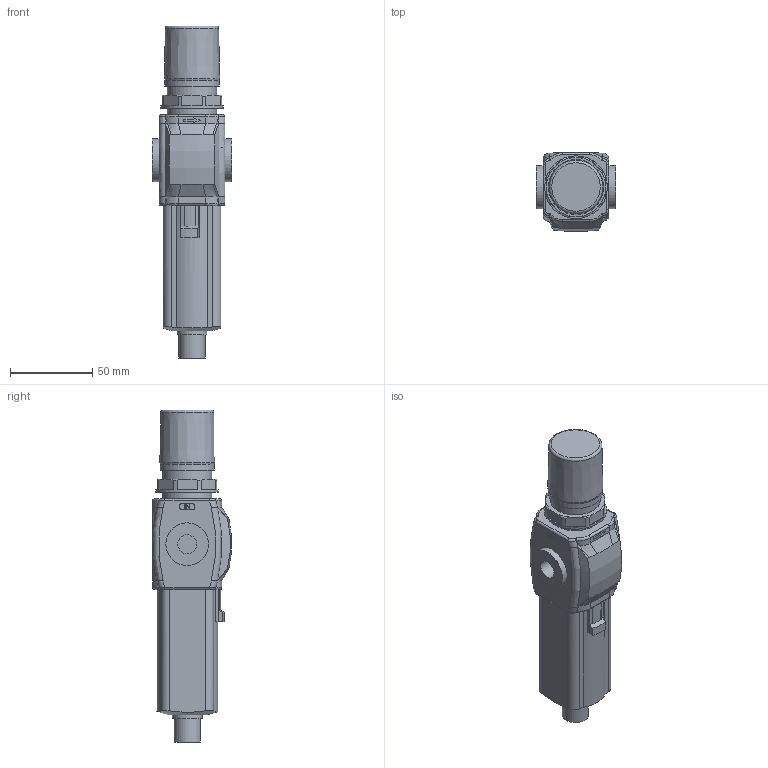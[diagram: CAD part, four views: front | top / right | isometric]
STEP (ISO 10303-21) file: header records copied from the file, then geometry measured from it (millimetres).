
FILE_DESCRIPTION((''),'2;1');
FILE_NAME('#171BEM##.iam.step','2010-08-23T14:21:50',(''),(''),'Autodesk Inventor 2010','Autodesk Inventor 2010','');
FILE_SCHEMA(('AUTOMOTIVE_DESIGN { 1 0 10303 214 1 1 1 1 }'));
Length unit declared in the file: millimetre
Products named in the file (3): #171BEM##; 1701-012G
Assembly tree (2 placements, depth 2):
  #171BEM##
    #171BEM##
    1701-012G
Bounding box: 48 x 47.82 x 201.6 mm (x, y, z)
Volume: 233407.3 mm3; surface area: 36075.8 mm2
Topology: 2 solids, 3 shells, 348 faces, 830 edges, 527 vertices
Faces by surface type: plane 151, cylinder 88, bspline 76, torus 21, cone 12
Full cylindrical faces by diameter (mm): 4 x1, 11.445 x1, 11.5 x1, 16 x1, 18 x1, 26 x1, 28.5 x1, 30 x1, 31 x1, 33 x1, 38 x1
Entity records: 11139 total; most frequent: CARTESIAN_POINT 3298, ORIENTED_EDGE 1618, DIRECTION 1494, EDGE_CURVE 809, AXIS2_PLACEMENT_3D 526, VERTEX_POINT 525, VECTOR 442, LINE 442
